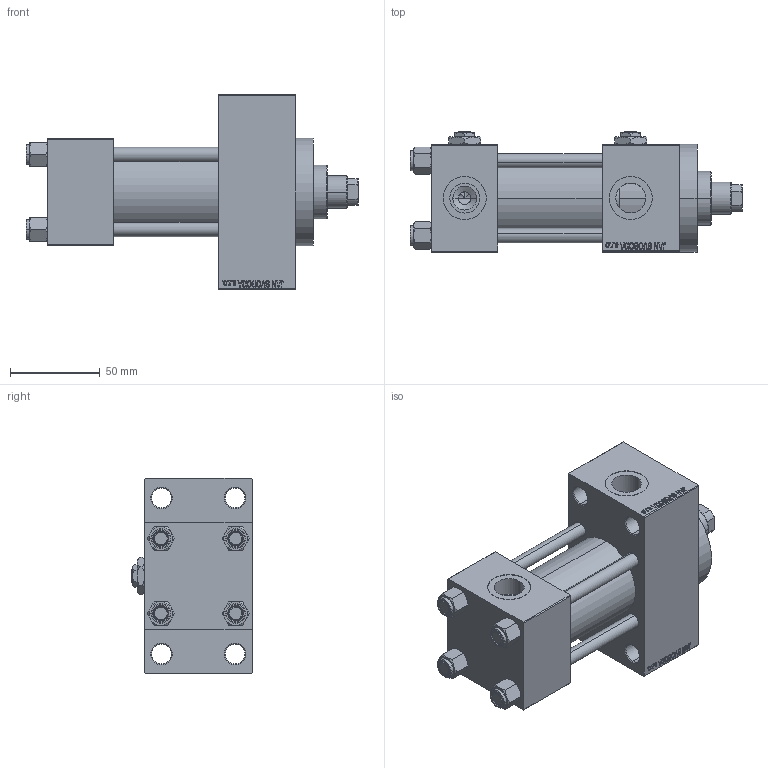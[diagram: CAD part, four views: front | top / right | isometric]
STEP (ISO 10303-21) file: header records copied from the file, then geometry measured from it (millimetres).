
FILE_DESCRIPTION (( 'STEP AP203' ), '1' );
FILE_NAME ('e3c7.STEP', '2022-04-15T23:18:58', ( '' ), ( '' ), 'SwSTEP 2.0', 'SolidWorks 2019', '' );
FILE_SCHEMA (( 'CONFIG_CONTROL_DESIGN' ));
Length unit declared in the file: millimetre
Products named in the file (7): V215_VC_A 3ca51e06fbb4a93aae3ecf301a48df1c; V215CR_D_Body 3ca51e06fbb4a93aae3ecf301a48df1c; NUT_M5_D 3ca51e06fbb4a93aae3ecf301a48df1c; V215CR_D_TYCINKA 3ca51e06fbb4a93aae3ecf301a48df1c; V215CR_VCP_D 3ca51e06fbb4a93aae3ecf301a48df1c; Zatka_pro_OIL_PORT 3ca51e06fbb4a93aae3ecf301a48df1c; e3c7
Assembly tree (13 placements, depth 2):
  e3c7
    V215CR_D_Body 3ca51e06fbb4a93aae3ecf301a48df1c
    V215CR_VCP_D 3ca51e06fbb4a93aae3ecf301a48df1c
    NUT_M5_D 3ca51e06fbb4a93aae3ecf301a48df1c  x4
    V215CR_D_TYCINKA 3ca51e06fbb4a93aae3ecf301a48df1c  x4
    V215_VC_A 3ca51e06fbb4a93aae3ecf301a48df1c
    Zatka_pro_OIL_PORT 3ca51e06fbb4a93aae3ecf301a48df1c  x2
Bounding box: 185 x 67 x 109 mm (x, y, z)
Volume: 510125.5 mm3; surface area: 125149.1 mm2
Topology: 13 solids, 13 shells, 1213 faces, 3006 edges, 1936 vertices
Faces by surface type: plane 548, bspline 368, cone 186, cylinder 103, torus 8
Entity records: 49520 total; most frequent: CARTESIAN_POINT 25741, ORIENTED_EDGE 5312, DIRECTION 3496, EDGE_CURVE 2656, VERTEX_POINT 1734, LINE 1560, VECTOR 1560, EDGE_LOOP 1190
